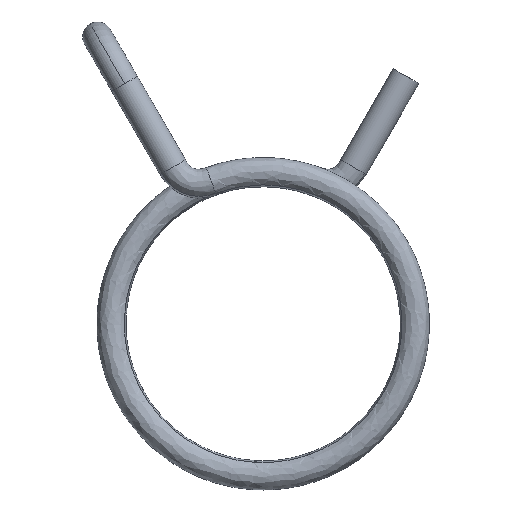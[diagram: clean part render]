
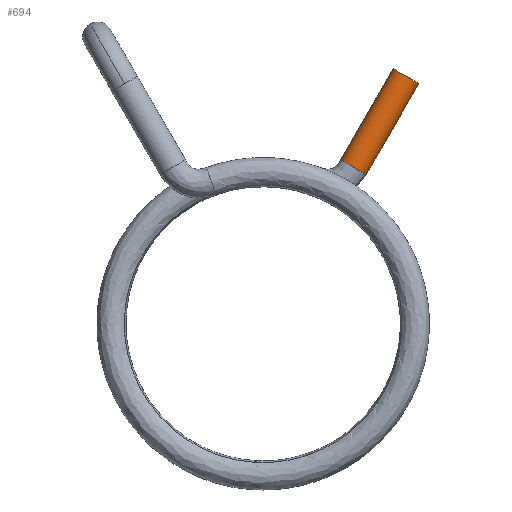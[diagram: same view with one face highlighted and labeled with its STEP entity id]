
A CAD part, top view. The second image highlights one B-rep face of the part: STEP entity #694.
In plain terms, the highlighted cylindrical face has radius 1.1 mm (diameter 2.2 mm), a partial arc.
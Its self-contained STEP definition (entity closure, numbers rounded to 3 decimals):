
#9 = DIRECTION ( 'NONE',  ( -0.74, 0.427, -0.519 ) ) ;
#18 = CARTESIAN_POINT ( 'NONE',  ( 6.733, 11.663, 1.15 ) ) ;
#253 = AXIS2_PLACEMENT_3D ( 'NONE', #3211, #6109, #2666 ) ;
#264 = CARTESIAN_POINT ( 'NONE',  ( 11.603, 17.896, 1.15 ) ) ;
#311 = DIRECTION ( 'NONE',  ( -0.74, 0.427, -0.519 ) ) ;
#440 = ORIENTED_EDGE ( 'NONE', *, *, #4158, .T. ) ;
#556 = DIRECTION ( 'NONE',  ( 0.5, 0.866, 0. ) ) ;
#694 = ADVANCED_FACE ( 'NONE', ( #5015 ), #4984, .T. ) ;
#886 = CARTESIAN_POINT ( 'NONE',  ( 7.68, 11.116, 1.15 ) ) ;
#1020 = AXIS2_PLACEMENT_3D ( 'NONE', #18, #556, #2249 ) ;
#1095 = CARTESIAN_POINT ( 'NONE',  ( 10.65, 18.446, 1.15 ) ) ;
#1286 = DIRECTION ( 'NONE',  ( 0.5, 0.866, 0. ) ) ;
#1464 = CARTESIAN_POINT ( 'NONE',  ( 5.781, 12.213, 1.15 ) ) ;
#1507 = VERTEX_POINT ( 'NONE', #264 ) ;
#1525 = ORIENTED_EDGE ( 'NONE', *, *, #3929, .T. ) ;
#1923 = CARTESIAN_POINT ( 'NONE',  ( 5.787, 12.209, 1.15 ) ) ;
#2107 = DIRECTION ( 'NONE',  ( 0.5, 0.866, 0. ) ) ;
#2249 = DIRECTION ( 'NONE',  ( -0.866, 0.5, 0. ) ) ;
#2529 = EDGE_LOOP ( 'NONE', ( #440, #2912, #4272, #5748, #1525 ) ) ;
#2666 = DIRECTION ( 'NONE',  ( -0.74, 0.427, -0.519 ) ) ;
#2841 = EDGE_CURVE ( 'NONE', #4041, #1507, #4501, .T. ) ;
#2912 = ORIENTED_EDGE ( 'NONE', *, *, #2841, .T. ) ;
#3033 = CIRCLE ( 'NONE', #6257, 1.1 ) ;
#3136 = DIRECTION ( 'NONE',  ( 0.5, 0.866, 0. ) ) ;
#3211 = CARTESIAN_POINT ( 'NONE',  ( 6.733, 11.663, 1.15 ) ) ;
#3402 = CIRCLE ( 'NONE', #253, 1.1 ) ;
#3648 = VECTOR ( 'NONE', #1286, 1000. ) ;
#3659 = DIRECTION ( 'NONE',  ( 0.5, 0.866, 0. ) ) ;
#3929 = EDGE_CURVE ( 'NONE', #4448, #5364, #3402, .T. ) ;
#3943 = CIRCLE ( 'NONE', #5448, 1.1 ) ;
#4041 = VERTEX_POINT ( 'NONE', #886 ) ;
#4158 = EDGE_CURVE ( 'NONE', #5364, #4041, #3033, .T. ) ;
#4272 = ORIENTED_EDGE ( 'NONE', *, *, #7049, .F. ) ;
#4448 = VERTEX_POINT ( 'NONE', #1923 ) ;
#4501 = LINE ( 'NONE', #5118, #3648 ) ;
#4621 = VECTOR ( 'NONE', #3136, 1000. ) ;
#4984 = CYLINDRICAL_SURFACE ( 'NONE', #1020, 1.1 ) ;
#5015 = FACE_OUTER_BOUND ( 'NONE', #2529, .T. ) ;
#5118 = CARTESIAN_POINT ( 'NONE',  ( 7.686, 11.113, 1.15 ) ) ;
#5124 = EDGE_CURVE ( 'NONE', #4448, #5309, #6949, .T. ) ;
#5309 = VERTEX_POINT ( 'NONE', #5789 ) ;
#5364 = VERTEX_POINT ( 'NONE', #7059 ) ;
#5448 = AXIS2_PLACEMENT_3D ( 'NONE', #1095, #2107, #9 ) ;
#5748 = ORIENTED_EDGE ( 'NONE', *, *, #5124, .F. ) ;
#5755 = CARTESIAN_POINT ( 'NONE',  ( 6.733, 11.663, 1.15 ) ) ;
#5789 = CARTESIAN_POINT ( 'NONE',  ( 9.697, 18.996, 1.15 ) ) ;
#6109 = DIRECTION ( 'NONE',  ( 0.5, 0.866, 0. ) ) ;
#6257 = AXIS2_PLACEMENT_3D ( 'NONE', #5755, #3659, #311 ) ;
#6949 = LINE ( 'NONE', #1464, #4621 ) ;
#7049 = EDGE_CURVE ( 'NONE', #5309, #1507, #3943, .T. ) ;
#7059 = CARTESIAN_POINT ( 'NONE',  ( 7.548, 11.193, 1.721 ) ) ;
